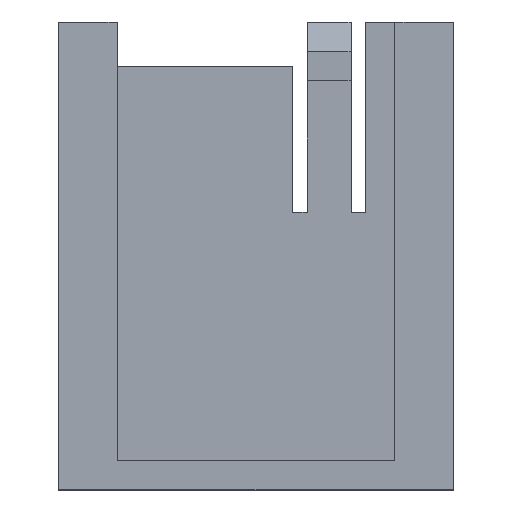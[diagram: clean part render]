
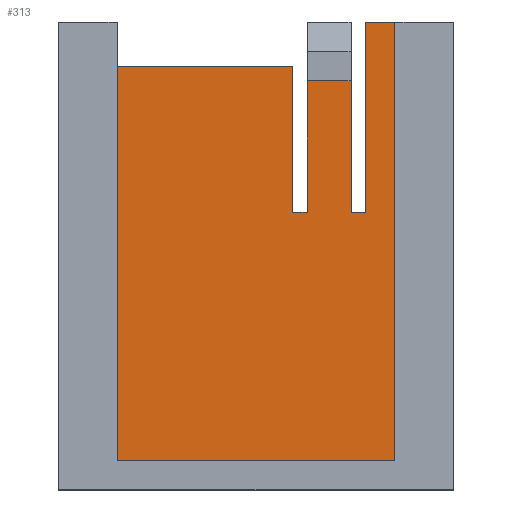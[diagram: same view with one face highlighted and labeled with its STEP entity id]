
A CAD part, top view. The second image highlights one B-rep face of the part: STEP entity #313.
In plain terms, the highlighted planar face has unit normal (0, 0, 1).
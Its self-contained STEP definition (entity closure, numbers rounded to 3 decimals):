
#3 = VECTOR ( 'NONE', #24, 1000. ) ;
#10 = DIRECTION ( 'NONE',  ( 0., 1., 0. ) ) ;
#13 = ORIENTED_EDGE ( 'NONE', *, *, #960, .F. ) ;
#24 = DIRECTION ( 'NONE',  ( 0., 1., 0. ) ) ;
#41 = PLANE ( 'NONE',  #741 ) ;
#46 = CARTESIAN_POINT ( 'NONE',  ( 7.5, 18., -3.75 ) ) ;
#51 = ORIENTED_EDGE ( 'NONE', *, *, #1111, .T. ) ;
#60 = CARTESIAN_POINT ( 'NONE',  ( 7.5, 31., -3.75 ) ) ;
#69 = EDGE_CURVE ( 'NONE', #1150, #969, #1077, .T. ) ;
#73 = EDGE_CURVE ( 'NONE', #473, #808, #612, .T. ) ;
#80 = ORIENTED_EDGE ( 'NONE', *, *, #246, .F. ) ;
#92 = CARTESIAN_POINT ( 'NONE',  ( 6.5, 31., -3.75 ) ) ;
#116 = CARTESIAN_POINT ( 'NONE',  ( 2.5, 18., -3.75 ) ) ;
#122 = CARTESIAN_POINT ( 'NONE',  ( 2.5, 28., -3.75 ) ) ;
#127 = EDGE_CURVE ( 'NONE', #1054, #1150, #753, .T. ) ;
#139 = ORIENTED_EDGE ( 'NONE', *, *, #632, .T. ) ;
#143 = CARTESIAN_POINT ( 'NONE',  ( 6.5, 27., -3.75 ) ) ;
#167 = CARTESIAN_POINT ( 'NONE',  ( 3.5, 18., -3.75 ) ) ;
#207 = VERTEX_POINT ( 'NONE', #654 ) ;
#223 = ORIENTED_EDGE ( 'NONE', *, *, #73, .T. ) ;
#234 = LINE ( 'NONE', #60, #951 ) ;
#246 = EDGE_CURVE ( 'NONE', #266, #863, #251, .T. ) ;
#247 = DIRECTION ( 'NONE',  ( 0., -1., 0. ) ) ;
#251 = LINE ( 'NONE', #844, #872 ) ;
#262 = VECTOR ( 'NONE', #411, 1000. ) ;
#266 = VERTEX_POINT ( 'NONE', #485 ) ;
#277 = VECTOR ( 'NONE', #857, 1000. ) ;
#286 = DIRECTION ( 'NONE',  ( 0., -1., 0. ) ) ;
#303 = CARTESIAN_POINT ( 'NONE',  ( 9.5, 31., -3.75 ) ) ;
#313 = ADVANCED_FACE ( 'NONE', ( #1019 ), #41, .F. ) ;
#314 = CARTESIAN_POINT ( 'NONE',  ( 6.5, 18., -3.75 ) ) ;
#339 = ORIENTED_EDGE ( 'NONE', *, *, #711, .T. ) ;
#347 = VERTEX_POINT ( 'NONE', #688 ) ;
#357 = ORIENTED_EDGE ( 'NONE', *, *, #801, .F. ) ;
#368 = CARTESIAN_POINT ( 'NONE',  ( 2.5, 31., -3.75 ) ) ;
#370 = VECTOR ( 'NONE', #546, 1000. ) ;
#384 = VERTEX_POINT ( 'NONE', #427 ) ;
#411 = DIRECTION ( 'NONE',  ( -1., 0., 0. ) ) ;
#427 = CARTESIAN_POINT ( 'NONE',  ( 7.5, 18., -3.75 ) ) ;
#447 = VECTOR ( 'NONE', #678, 1000. ) ;
#451 = CARTESIAN_POINT ( 'NONE',  ( 9.5, -22.847, -3.75 ) ) ;
#455 = ORIENTED_EDGE ( 'NONE', *, *, #964, .T. ) ;
#469 = DIRECTION ( 'NONE',  ( 0., 1., 0. ) ) ;
#473 = VERTEX_POINT ( 'NONE', #514 ) ;
#485 = CARTESIAN_POINT ( 'NONE',  ( -9.5, 28., -3.75 ) ) ;
#492 = DIRECTION ( 'NONE',  ( -1., 0., 0. ) ) ;
#514 = CARTESIAN_POINT ( 'NONE',  ( 9.5, 1., -3.75 ) ) ;
#515 = LINE ( 'NONE', #575, #277 ) ;
#546 = DIRECTION ( 'NONE',  ( 0., 1., 0. ) ) ;
#575 = CARTESIAN_POINT ( 'NONE',  ( -9.5, 1., -3.75 ) ) ;
#612 = LINE ( 'NONE', #451, #370 ) ;
#632 = EDGE_CURVE ( 'NONE', #207, #795, #816, .T. ) ;
#633 = LINE ( 'NONE', #46, #447 ) ;
#654 = CARTESIAN_POINT ( 'NONE',  ( 3.5, 18., -3.75 ) ) ;
#669 = DIRECTION ( 'NONE',  ( 1., 0., 0. ) ) ;
#678 = DIRECTION ( 'NONE',  ( -1., 0., 0. ) ) ;
#688 = CARTESIAN_POINT ( 'NONE',  ( -9.5, 1., -3.75 ) ) ;
#697 = EDGE_LOOP ( 'NONE', ( #339, #80, #357, #13, #223, #865, #51, #455, #993, #1125, #1064, #139 ) ) ;
#711 = EDGE_CURVE ( 'NONE', #795, #863, #846, .T. ) ;
#735 = CARTESIAN_POINT ( 'NONE',  ( 3.5, 31., -3.75 ) ) ;
#741 = AXIS2_PLACEMENT_3D ( 'NONE', #839, #1011, #492 ) ;
#753 = LINE ( 'NONE', #1147, #1085 ) ;
#795 = VERTEX_POINT ( 'NONE', #116 ) ;
#801 = EDGE_CURVE ( 'NONE', #347, #266, #1006, .T. ) ;
#808 = VERTEX_POINT ( 'NONE', #303 ) ;
#816 = LINE ( 'NONE', #167, #1015 ) ;
#838 = VECTOR ( 'NONE', #469, 1000. ) ;
#839 = CARTESIAN_POINT ( 'NONE',  ( -9.5, -22.847, -3.75 ) ) ;
#843 = VECTOR ( 'NONE', #286, 1000. ) ;
#844 = CARTESIAN_POINT ( 'NONE',  ( -10.5, 28., -3.75 ) ) ;
#846 = LINE ( 'NONE', #368, #971 ) ;
#857 = DIRECTION ( 'NONE',  ( -1., 0., 0. ) ) ;
#858 = LINE ( 'NONE', #735, #838 ) ;
#863 = VERTEX_POINT ( 'NONE', #122 ) ;
#865 = ORIENTED_EDGE ( 'NONE', *, *, #1123, .T. ) ;
#867 = EDGE_CURVE ( 'NONE', #207, #1054, #858, .T. ) ;
#872 = VECTOR ( 'NONE', #669, 1000. ) ;
#917 = DIRECTION ( 'NONE',  ( 1., 0., 0. ) ) ;
#926 = VERTEX_POINT ( 'NONE', #1026 ) ;
#951 = VECTOR ( 'NONE', #247, 1000. ) ;
#960 = EDGE_CURVE ( 'NONE', #473, #347, #515, .T. ) ;
#964 = EDGE_CURVE ( 'NONE', #384, #969, #633, .T. ) ;
#969 = VERTEX_POINT ( 'NONE', #314 ) ;
#971 = VECTOR ( 'NONE', #10, 1000. ) ;
#993 = ORIENTED_EDGE ( 'NONE', *, *, #69, .F. ) ;
#1006 = LINE ( 'NONE', #1091, #3 ) ;
#1011 = DIRECTION ( 'NONE',  ( 0., 0., -1. ) ) ;
#1015 = VECTOR ( 'NONE', #1056, 1000. ) ;
#1019 = FACE_OUTER_BOUND ( 'NONE', #697, .T. ) ;
#1026 = CARTESIAN_POINT ( 'NONE',  ( 7.5, 31., -3.75 ) ) ;
#1030 = CARTESIAN_POINT ( 'NONE',  ( 3.5, 27., -3.75 ) ) ;
#1032 = CARTESIAN_POINT ( 'NONE',  ( -9.5, 31., -3.75 ) ) ;
#1054 = VERTEX_POINT ( 'NONE', #1030 ) ;
#1056 = DIRECTION ( 'NONE',  ( -1., 0., 0. ) ) ;
#1064 = ORIENTED_EDGE ( 'NONE', *, *, #867, .F. ) ;
#1077 = LINE ( 'NONE', #92, #843 ) ;
#1085 = VECTOR ( 'NONE', #917, 1000. ) ;
#1091 = CARTESIAN_POINT ( 'NONE',  ( -9.5, -22.847, -3.75 ) ) ;
#1111 = EDGE_CURVE ( 'NONE', #926, #384, #234, .T. ) ;
#1123 = EDGE_CURVE ( 'NONE', #808, #926, #1144, .T. ) ;
#1125 = ORIENTED_EDGE ( 'NONE', *, *, #127, .F. ) ;
#1144 = LINE ( 'NONE', #1032, #262 ) ;
#1147 = CARTESIAN_POINT ( 'NONE',  ( 6.5, 27., -3.75 ) ) ;
#1150 = VERTEX_POINT ( 'NONE', #143 ) ;
